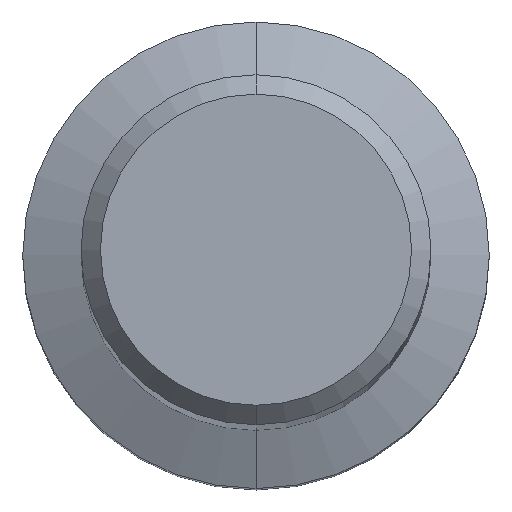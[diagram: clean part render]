
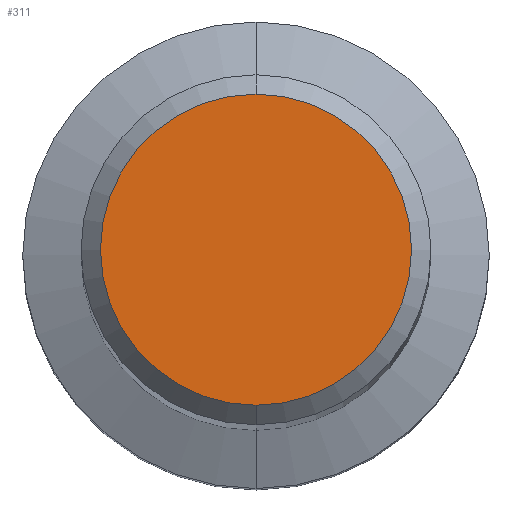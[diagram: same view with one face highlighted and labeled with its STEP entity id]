
A CAD part, top view. The second image highlights one B-rep face of the part: STEP entity #311.
In plain terms, the highlighted planar face has unit normal (0, 0, 1).
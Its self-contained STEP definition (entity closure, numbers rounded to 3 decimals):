
#311=ADVANCED_FACE('',(#679),#680,.T.);
#383=EDGE_CURVE('',#501,#409,#760,.T.);
#409=VERTEX_POINT('',#788);
#489=EDGE_CURVE('',#409,#501,#875,.T.);
#501=VERTEX_POINT('',#888);
#679=FACE_OUTER_BOUND('',#1157,.T.);
#680=PLANE('',#1158);
#760=CIRCLE('',#1343,4.0);
#788=CARTESIAN_POINT('',(0.0,4.0,0.0));
#875=CIRCLE('',#1583,4.0);
#888=CARTESIAN_POINT('',(0.,-4.0,0.0));
#1157=EDGE_LOOP('',(#1798,#1799));
#1158=AXIS2_PLACEMENT_3D('',#1800,#1801,#1802);
#1343=AXIS2_PLACEMENT_3D('',#1894,#1895,#1896);
#1583=AXIS2_PLACEMENT_3D('',#2013,#2014,#2015);
#1798=ORIENTED_EDGE('',*,*,#489,.F.);
#1799=ORIENTED_EDGE('',*,*,#383,.F.);
#1800=CARTESIAN_POINT('',(0.0,2.0,0.0));
#1801=DIRECTION('',(-0.0,0.0,1.0));
#1802=DIRECTION('',(0.0,-1.0,0.0));
#1894=CARTESIAN_POINT('',(0.0,0.0,0.0));
#1895=DIRECTION('',(0.0,0.0,-1.0));
#1896=DIRECTION('',(0.0,1.0,0.0));
#2013=CARTESIAN_POINT('',(0.0,0.0,0.0));
#2014=DIRECTION('',(0.0,0.0,-1.0));
#2015=DIRECTION('',(0.0,1.0,0.0));
